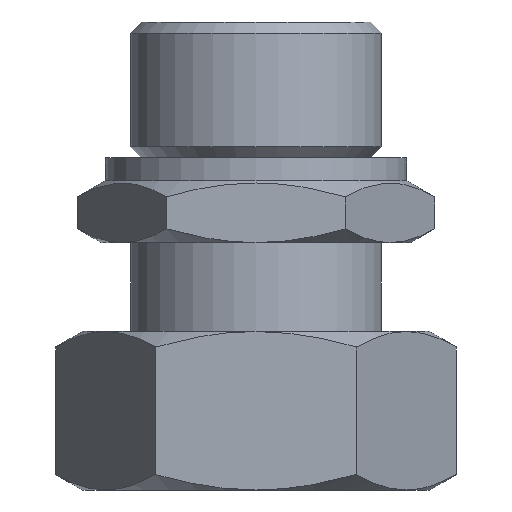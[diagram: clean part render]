
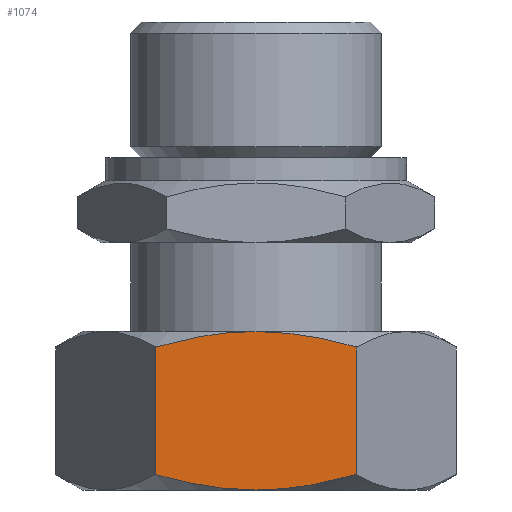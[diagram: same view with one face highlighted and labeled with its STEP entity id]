
A CAD part, left-side view. The second image highlights one B-rep face of the part: STEP entity #1074.
In plain terms, the highlighted planar face has unit normal (-1, 0, 0).
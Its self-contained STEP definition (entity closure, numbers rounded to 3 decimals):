
#26=LINE('',#1723,#38);
#27=LINE('',#1724,#39);
#38=VECTOR('',#1353,1000.);
#39=VECTOR('',#1354,1000.);
#67=PLANE('',#1169);
#259=ORIENTED_EDGE('',*,*,#381,.T.);
#260=ORIENTED_EDGE('',*,*,#326,.F.);
#261=ORIENTED_EDGE('',*,*,#321,.F.);
#262=ORIENTED_EDGE('',*,*,#382,.F.);
#263=ORIENTED_EDGE('',*,*,#299,.F.);
#264=ORIENTED_EDGE('',*,*,#296,.F.);
#296=EDGE_CURVE('',#388,#389,#450,.T.);
#299=EDGE_CURVE('',#389,#391,#451,.T.);
#321=EDGE_CURVE('',#405,#404,#466,.T.);
#326=EDGE_CURVE('',#404,#409,#469,.T.);
#381=EDGE_CURVE('',#388,#409,#26,.T.);
#382=EDGE_CURVE('',#391,#405,#27,.T.);
#388=VERTEX_POINT('',#1377);
#389=VERTEX_POINT('',#1382);
#391=VERTEX_POINT('',#1391);
#404=VERTEX_POINT('',#1474);
#405=VERTEX_POINT('',#1480);
#409=VERTEX_POINT('',#1505);
#450=B_SPLINE_CURVE_WITH_KNOTS('',3,(#1378,#1379,#1380,#1381),
 .UNSPECIFIED.,.F.,.F.,(4,4),(0.029,0.042),
 .UNSPECIFIED.);
#451=B_SPLINE_CURVE_WITH_KNOTS('',3,(#1387,#1388,#1389,#1390),
 .UNSPECIFIED.,.F.,.F.,(4,4),(0.042,0.056),
 .UNSPECIFIED.);
#466=B_SPLINE_CURVE_WITH_KNOTS('',3,(#1481,#1482,#1483,#1484),
 .UNSPECIFIED.,.F.,.F.,(4,4),(0.029,0.042),
 .UNSPECIFIED.);
#469=B_SPLINE_CURVE_WITH_KNOTS('',3,(#1501,#1502,#1503,#1504),
 .UNSPECIFIED.,.F.,.F.,(4,4),(0.042,0.056),
 .UNSPECIFIED.);
#559=EDGE_LOOP('',(#259,#260,#261,#262,#263,#264));
#633=FACE_BOUND('',#559,.T.);
#1074=ADVANCED_FACE('',(#633),#67,.T.);
#1169=AXIS2_PLACEMENT_3D('',#1722,#1351,#1352);
#1351=DIRECTION('',(-1.,0.,0.));
#1352=DIRECTION('',(0.,0.,1.));
#1353=DIRECTION('',(0.,0.,1.));
#1354=DIRECTION('',(0.,0.,1.));
#1377=CARTESIAN_POINT('',(-23.,-13.279,-41.946));
#1378=CARTESIAN_POINT('',(-23.,-13.279,-41.946));
#1379=CARTESIAN_POINT('',(-23.,-8.953,-43.195));
#1380=CARTESIAN_POINT('',(-23.,-4.548,-44.));
#1381=CARTESIAN_POINT('',(-23.,0.,-44.));
#1382=CARTESIAN_POINT('',(-23.,0.,-44.));
#1387=CARTESIAN_POINT('',(-23.,0.,-44.));
#1388=CARTESIAN_POINT('',(-23.,4.545,-44.));
#1389=CARTESIAN_POINT('',(-23.,8.958,-43.193));
#1390=CARTESIAN_POINT('',(-23.,13.279,-41.946));
#1391=CARTESIAN_POINT('',(-23.,13.279,-41.946));
#1474=CARTESIAN_POINT('',(-23.,0.,-23.));
#1480=CARTESIAN_POINT('',(-23.,13.279,-25.054));
#1481=CARTESIAN_POINT('',(-23.,13.279,-25.054));
#1482=CARTESIAN_POINT('',(-23.,8.953,-23.805));
#1483=CARTESIAN_POINT('',(-23.,4.548,-23.));
#1484=CARTESIAN_POINT('',(-23.,0.,-23.));
#1501=CARTESIAN_POINT('',(-23.,0.,-23.));
#1502=CARTESIAN_POINT('',(-23.,-4.545,-23.));
#1503=CARTESIAN_POINT('',(-23.,-8.958,-23.807));
#1504=CARTESIAN_POINT('',(-23.,-13.279,-25.054));
#1505=CARTESIAN_POINT('',(-23.,-13.279,-25.054));
#1722=CARTESIAN_POINT('',(-23.,13.279,-44.));
#1723=CARTESIAN_POINT('',(-23.,-13.279,-44.));
#1724=CARTESIAN_POINT('',(-23.,13.279,-44.));
